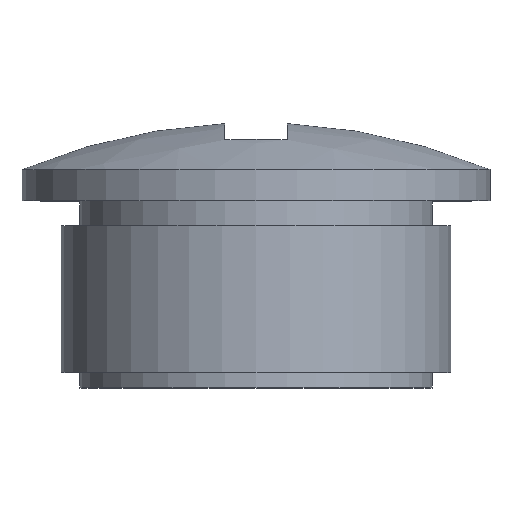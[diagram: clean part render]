
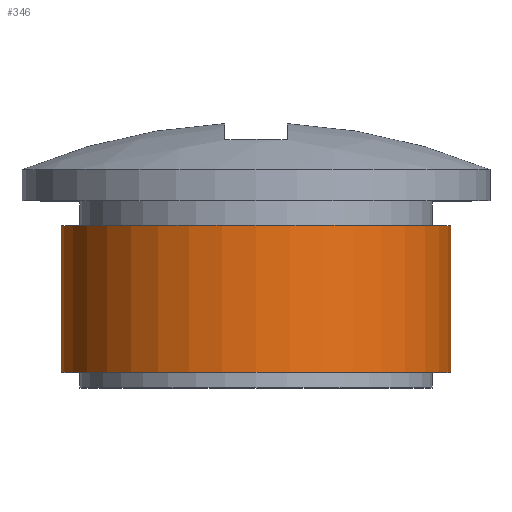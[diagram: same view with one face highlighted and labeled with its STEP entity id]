
A CAD part, top view. The second image highlights one B-rep face of the part: STEP entity #346.
In plain terms, the highlighted cylindrical face has radius 6.25 mm (diameter 12.5 mm), a partial arc.
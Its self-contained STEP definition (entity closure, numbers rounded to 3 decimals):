
#43 = EDGE_CURVE ( 'NONE', #476, #823, #509, .T. ) ;
#57 = DIRECTION ( 'NONE',  ( -1., 0., 0. ) ) ;
#72 = CARTESIAN_POINT ( 'NONE',  ( -6.25, -0.3, 0. ) ) ;
#75 = ORIENTED_EDGE ( 'NONE', *, *, #239, .T. ) ;
#111 = CARTESIAN_POINT ( 'NONE',  ( 6.25, 3., 0. ) ) ;
#115 = DIRECTION ( 'NONE',  ( 0., 1., 0. ) ) ;
#139 = CIRCLE ( 'NONE', #558, 6.25 ) ;
#162 = CARTESIAN_POINT ( 'NONE',  ( -6.25, 3., 0. ) ) ;
#210 = CARTESIAN_POINT ( 'NONE',  ( 6.25, -5., 0. ) ) ;
#233 = LINE ( 'NONE', #162, #604 ) ;
#239 = EDGE_CURVE ( 'NONE', #833, #476, #139, .T. ) ;
#263 = CARTESIAN_POINT ( 'NONE',  ( -6.25, -5., 0. ) ) ;
#279 = DIRECTION ( 'NONE',  ( 0., 1., 0. ) ) ;
#297 = DIRECTION ( 'NONE',  ( -1., 0., 0. ) ) ;
#318 = VERTEX_POINT ( 'NONE', #72 ) ;
#321 = DIRECTION ( 'NONE',  ( 0., 1., 0. ) ) ;
#327 = CARTESIAN_POINT ( 'NONE',  ( 0., 3., 0. ) ) ;
#346 = ADVANCED_FACE ( 'NONE', ( #440 ), #648, .T. ) ;
#440 = FACE_OUTER_BOUND ( 'NONE', #459, .T. ) ;
#454 = ORIENTED_EDGE ( 'NONE', *, *, #709, .F. ) ;
#459 = EDGE_LOOP ( 'NONE', ( #75, #608, #454, #758 ) ) ;
#476 = VERTEX_POINT ( 'NONE', #210 ) ;
#481 = AXIS2_PLACEMENT_3D ( 'NONE', #562, #755, #297 ) ;
#509 = LINE ( 'NONE', #111, #520 ) ;
#520 = VECTOR ( 'NONE', #115, 1000. ) ;
#538 = AXIS2_PLACEMENT_3D ( 'NONE', #327, #663, #794 ) ;
#558 = AXIS2_PLACEMENT_3D ( 'NONE', #722, #321, #57 ) ;
#562 = CARTESIAN_POINT ( 'NONE',  ( 0., -0.3, 0. ) ) ;
#590 = EDGE_CURVE ( 'NONE', #833, #318, #233, .T. ) ;
#604 = VECTOR ( 'NONE', #279, 1000. ) ;
#608 = ORIENTED_EDGE ( 'NONE', *, *, #43, .T. ) ;
#648 = CYLINDRICAL_SURFACE ( 'NONE', #538, 6.25 ) ;
#663 = DIRECTION ( 'NONE',  ( 0., 1., 0. ) ) ;
#668 = CARTESIAN_POINT ( 'NONE',  ( 6.25, -0.3, 0. ) ) ;
#709 = EDGE_CURVE ( 'NONE', #318, #823, #759, .T. ) ;
#722 = CARTESIAN_POINT ( 'NONE',  ( 0., -5., 0. ) ) ;
#755 = DIRECTION ( 'NONE',  ( 0., 1., 0. ) ) ;
#758 = ORIENTED_EDGE ( 'NONE', *, *, #590, .F. ) ;
#759 = CIRCLE ( 'NONE', #481, 6.25 ) ;
#794 = DIRECTION ( 'NONE',  ( -1., 0., 0. ) ) ;
#823 = VERTEX_POINT ( 'NONE', #668 ) ;
#833 = VERTEX_POINT ( 'NONE', #263 ) ;
